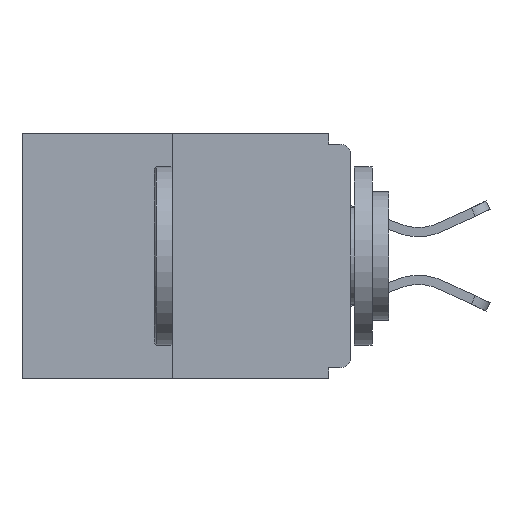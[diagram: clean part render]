
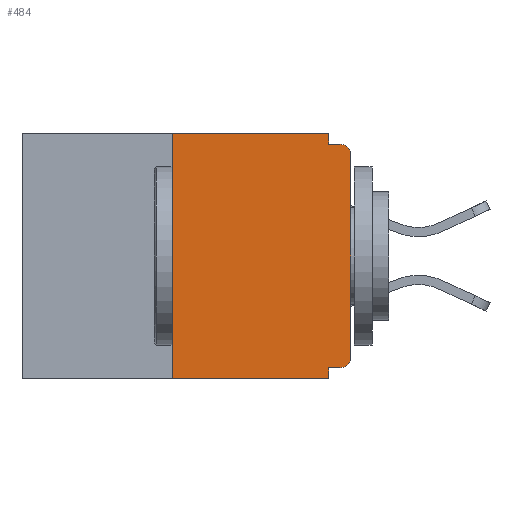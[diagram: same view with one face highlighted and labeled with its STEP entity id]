
A CAD part, left-side view. The second image highlights one B-rep face of the part: STEP entity #484.
In plain terms, the highlighted planar face has unit normal (-1, 0, 0).
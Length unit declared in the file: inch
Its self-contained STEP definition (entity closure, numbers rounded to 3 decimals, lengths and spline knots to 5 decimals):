
#29 = EDGE_CURVE ( 'NONE', #16144, #17723, #25752, .T. ) ;
#387 = CARTESIAN_POINT ( 'NONE',  ( 0., 0., -0.328 ) ) ;
#484 = ADVANCED_FACE ( 'NONE', ( #21827 ), #634, .F. ) ;
#517 = DIRECTION ( 'NONE',  ( -1., 0., 0. ) ) ;
#562 = CARTESIAN_POINT ( 'NONE',  ( 0., 0.031, -0.328 ) ) ;
#634 = PLANE ( 'NONE',  #10693 ) ;
#812 = EDGE_CURVE ( 'NONE', #1414, #19796, #10612, .T. ) ;
#1253 = VECTOR ( 'NONE', #14146, 39.37008 ) ;
#1414 = VERTEX_POINT ( 'NONE', #7995 ) ;
#2304 = CARTESIAN_POINT ( 'NONE',  ( 0., 0.031, 0. ) ) ;
#2315 = EDGE_CURVE ( 'NONE', #16144, #12773, #14512, .T. ) ;
#3157 = CARTESIAN_POINT ( 'NONE',  ( 0., 0.25, 0. ) ) ;
#3313 = VECTOR ( 'NONE', #20928, 39.37008 ) ;
#3533 = DIRECTION ( 'NONE',  ( 0., -1., 0. ) ) ;
#3587 = LINE ( 'NONE', #387, #18987 ) ;
#3717 = CARTESIAN_POINT ( 'NONE',  ( 0., 0.015, -0.015 ) ) ;
#4290 = EDGE_CURVE ( 'NONE', #5115, #15822, #9925, .T. ) ;
#4371 = DIRECTION ( 'NONE',  ( 0., 0., -1. ) ) ;
#4392 = DIRECTION ( 'NONE',  ( 0., 0., -1. ) ) ;
#4745 = ORIENTED_EDGE ( 'NONE', *, *, #4290, .T. ) ;
#5115 = VERTEX_POINT ( 'NONE', #18708 ) ;
#5253 = VECTOR ( 'NONE', #4392, 39.37008 ) ;
#5362 = CARTESIAN_POINT ( 'NONE',  ( 0., 0.25, 0. ) ) ;
#5697 = ORIENTED_EDGE ( 'NONE', *, *, #29, .F. ) ;
#5920 = CARTESIAN_POINT ( 'NONE',  ( 0., 0.031, -0.015 ) ) ;
#6461 = CARTESIAN_POINT ( 'NONE',  ( 0., 0.031, -0.343 ) ) ;
#6841 = DIRECTION ( 'NONE',  ( 1., 0., 0. ) ) ;
#7466 = CARTESIAN_POINT ( 'NONE',  ( 0., 0., -0.313 ) ) ;
#7878 = CARTESIAN_POINT ( 'NONE',  ( 0., 0., -0.015 ) ) ;
#7995 = CARTESIAN_POINT ( 'NONE',  ( 0., 0.031, 0. ) ) ;
#8155 = AXIS2_PLACEMENT_3D ( 'NONE', #8656, #517, #14861 ) ;
#8656 = CARTESIAN_POINT ( 'NONE',  ( 0., 0.015, -0.03 ) ) ;
#8730 = LINE ( 'NONE', #14125, #3313 ) ;
#9300 = CARTESIAN_POINT ( 'NONE',  ( 0., 0.015, -0.313 ) ) ;
#9348 = LINE ( 'NONE', #6461, #5253 ) ;
#9793 = EDGE_CURVE ( 'NONE', #19796, #15822, #13594, .T. ) ;
#9828 = EDGE_CURVE ( 'NONE', #12354, #12773, #9348, .T. ) ;
#9925 = CIRCLE ( 'NONE', #8155, 0.015 ) ;
#10612 = LINE ( 'NONE', #2304, #16047 ) ;
#10693 = AXIS2_PLACEMENT_3D ( 'NONE', #14997, #6841, #21192 ) ;
#11402 = EDGE_CURVE ( 'NONE', #26405, #12354, #3587, .T. ) ;
#11444 = DIRECTION ( 'NONE',  ( 0., 0., 1. ) ) ;
#12354 = VERTEX_POINT ( 'NONE', #562 ) ;
#12550 = ORIENTED_EDGE ( 'NONE', *, *, #9793, .F. ) ;
#12773 = VERTEX_POINT ( 'NONE', #18473 ) ;
#13176 = CARTESIAN_POINT ( 'NONE',  ( 0., 0.25, -0.343 ) ) ;
#13594 = LINE ( 'NONE', #7878, #23195 ) ;
#13942 = ORIENTED_EDGE ( 'NONE', *, *, #21626, .F. ) ;
#14125 = CARTESIAN_POINT ( 'NONE',  ( 0., 0., 0. ) ) ;
#14146 = DIRECTION ( 'NONE',  ( 0., -1., 0. ) ) ;
#14338 = EDGE_LOOP ( 'NONE', ( #13942, #5697, #15735, #21676, #17887, #26572, #17456, #4745, #12550, #20525 ) ) ;
#14512 = LINE ( 'NONE', #21893, #18342 ) ;
#14861 = DIRECTION ( 'NONE',  ( 0., 0., -1. ) ) ;
#14997 = CARTESIAN_POINT ( 'NONE',  ( 0., 0.46, 0. ) ) ;
#15735 = ORIENTED_EDGE ( 'NONE', *, *, #2315, .T. ) ;
#15822 = VERTEX_POINT ( 'NONE', #3717 ) ;
#15884 = CIRCLE ( 'NONE', #15978, 0.015 ) ;
#15978 = AXIS2_PLACEMENT_3D ( 'NONE', #9300, #21789, #25773 ) ;
#16047 = VECTOR ( 'NONE', #4371, 39.37008 ) ;
#16144 = VERTEX_POINT ( 'NONE', #13176 ) ;
#16792 = DIRECTION ( 'NONE',  ( 0., 1., 0. ) ) ;
#17456 = ORIENTED_EDGE ( 'NONE', *, *, #25975, .T. ) ;
#17614 = LINE ( 'NONE', #21489, #1253 ) ;
#17723 = VERTEX_POINT ( 'NONE', #3157 ) ;
#17887 = ORIENTED_EDGE ( 'NONE', *, *, #11402, .F. ) ;
#18342 = VECTOR ( 'NONE', #3533, 39.37008 ) ;
#18473 = CARTESIAN_POINT ( 'NONE',  ( 0., 0.031, -0.343 ) ) ;
#18708 = CARTESIAN_POINT ( 'NONE',  ( 0., 0., -0.03 ) ) ;
#18987 = VECTOR ( 'NONE', #16792, 39.37008 ) ;
#19796 = VERTEX_POINT ( 'NONE', #5920 ) ;
#20339 = VERTEX_POINT ( 'NONE', #7466 ) ;
#20525 = ORIENTED_EDGE ( 'NONE', *, *, #812, .F. ) ;
#20928 = DIRECTION ( 'NONE',  ( 0., 0., 1. ) ) ;
#21192 = DIRECTION ( 'NONE',  ( 0., 0., -1. ) ) ;
#21489 = CARTESIAN_POINT ( 'NONE',  ( 0., 0.46, 0. ) ) ;
#21626 = EDGE_CURVE ( 'NONE', #17723, #1414, #17614, .T. ) ;
#21676 = ORIENTED_EDGE ( 'NONE', *, *, #9828, .F. ) ;
#21789 = DIRECTION ( 'NONE',  ( -1., 0., 0. ) ) ;
#21827 = FACE_OUTER_BOUND ( 'NONE', #14338, .T. ) ;
#21893 = CARTESIAN_POINT ( 'NONE',  ( 0., 0.46, -0.343 ) ) ;
#22508 = VECTOR ( 'NONE', #11444, 39.37008 ) ;
#23195 = VECTOR ( 'NONE', #26277, 39.37008 ) ;
#24683 = EDGE_CURVE ( 'NONE', #26405, #20339, #15884, .T. ) ;
#25752 = LINE ( 'NONE', #5362, #22508 ) ;
#25773 = DIRECTION ( 'NONE',  ( 0., 0., -1. ) ) ;
#25975 = EDGE_CURVE ( 'NONE', #20339, #5115, #8730, .T. ) ;
#26200 = CARTESIAN_POINT ( 'NONE',  ( 0., 0.015, -0.328 ) ) ;
#26277 = DIRECTION ( 'NONE',  ( 0., -1., 0. ) ) ;
#26405 = VERTEX_POINT ( 'NONE', #26200 ) ;
#26572 = ORIENTED_EDGE ( 'NONE', *, *, #24683, .T. ) ;
